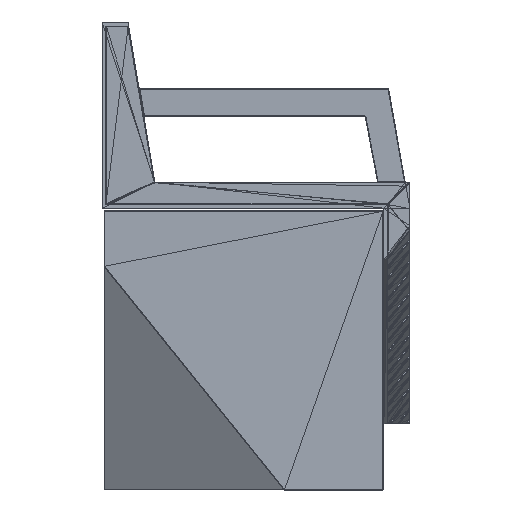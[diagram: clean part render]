
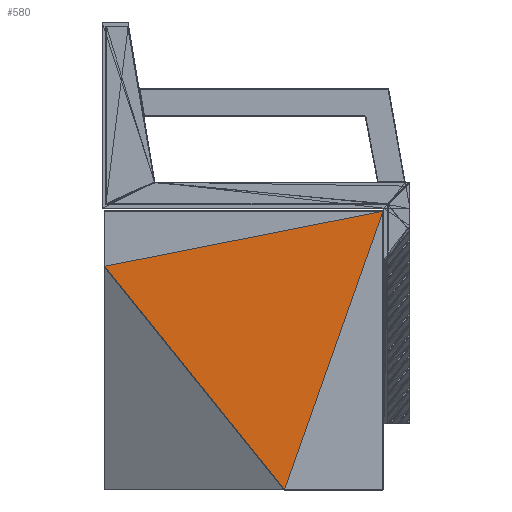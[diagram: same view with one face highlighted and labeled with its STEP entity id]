
A CAD part, left-side view. The second image highlights one B-rep face of the part: STEP entity #580.
In plain terms, the highlighted free-form (B-spline) face has degree [1, 1] with [2, 2] control points.
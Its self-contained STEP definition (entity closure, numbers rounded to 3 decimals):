
#580=ADVANCED_FACE('',(#13208),#122796,.T.);
#13208=FACE_OUTER_BOUND('',#25836,.T.);
#25836=EDGE_LOOP('',(#38486,#38487,#38488));
#38486=ORIENTED_EDGE('',*,*,#76430,.F.);
#38487=ORIENTED_EDGE('',*,*,#76431,.T.);
#38488=ORIENTED_EDGE('',*,*,#76443,.F.);
#76430=EDGE_CURVE('',#114305,#114307,#95418,.T.);
#76431=EDGE_CURVE('',#114305,#114308,#95419,.T.);
#76443=EDGE_CURVE('',#114307,#114308,#95431,.T.);
#95418=B_SPLINE_CURVE_WITH_KNOTS('',1,(#138654,#138655),.UNSPECIFIED.,.F.,
 .F.,(2,2),(0.,1.),.UNSPECIFIED.);
#95419=B_SPLINE_CURVE_WITH_KNOTS('',1,(#138656,#138657),.UNSPECIFIED.,.F.,
 .F.,(2,2),(0.,1.),.UNSPECIFIED.);
#95431=B_SPLINE_CURVE_WITH_KNOTS('',1,(#138680,#138681),.UNSPECIFIED.,.F.,
 .F.,(2,2),(0.,1.),.UNSPECIFIED.);
#114305=VERTEX_POINT('',#138496);
#114307=VERTEX_POINT('',#138498);
#114308=VERTEX_POINT('',#138499);
#122796=B_SPLINE_SURFACE_WITH_KNOTS('',1,1,((#137473,#137474),(#137475,
#137476)),.UNSPECIFIED.,.F.,.F.,.F.,(2,2),(2,2),(0.,475.219),(0.,
456.686),.UNSPECIFIED.);
#137473=CARTESIAN_POINT('',(0.,201.955,1.));
#137474=CARTESIAN_POINT('',(0.,649.955,-87.647));
#137475=CARTESIAN_POINT('',(0.,43.434,449.));
#137476=CARTESIAN_POINT('',(0.,491.434,360.353));
#138496=CARTESIAN_POINT('',(0.,43.434,449.));
#138498=CARTESIAN_POINT('',(0.,201.955,1.));
#138499=CARTESIAN_POINT('',(0.,491.434,360.353));
#138654=CARTESIAN_POINT('',(0.,43.434,449.));
#138655=CARTESIAN_POINT('',(0.,201.955,1.));
#138656=CARTESIAN_POINT('',(0.,43.434,449.));
#138657=CARTESIAN_POINT('',(0.,491.434,360.353));
#138680=CARTESIAN_POINT('',(0.,201.955,1.));
#138681=CARTESIAN_POINT('',(0.,491.434,360.353));
